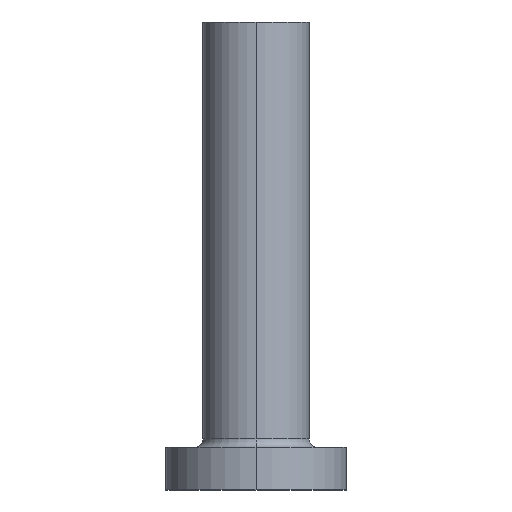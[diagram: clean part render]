
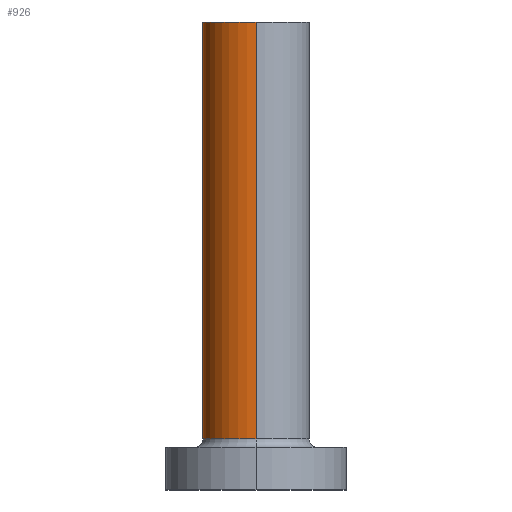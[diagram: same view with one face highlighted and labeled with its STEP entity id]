
A CAD part, left-side view. The second image highlights one B-rep face of the part: STEP entity #926.
In plain terms, the highlighted cylindrical face has radius 12.5 mm (diameter 25 mm), a partial arc.
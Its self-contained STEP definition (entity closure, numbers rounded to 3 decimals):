
#69 = AXIS2_PLACEMENT_3D ( 'NONE', #252, #374, #1791 ) ;
#97 = ORIENTED_EDGE ( 'NONE', *, *, #1548, .T. ) ;
#124 = CARTESIAN_POINT ( 'NONE',  ( 0., 0., 110. ) ) ;
#140 = DIRECTION ( 'NONE',  ( 0., 0., -1. ) ) ;
#146 = CARTESIAN_POINT ( 'NONE',  ( -12.5, 0., 110. ) ) ;
#177 = CARTESIAN_POINT ( 'NONE',  ( -12.5, 0., 110. ) ) ;
#178 = DIRECTION ( 'NONE',  ( 0., 0., -1. ) ) ;
#252 = CARTESIAN_POINT ( 'NONE',  ( 0., 0., 12. ) ) ;
#300 = CYLINDRICAL_SURFACE ( 'NONE', #1199, 12.5 ) ;
#321 = DIRECTION ( 'NONE',  ( -1., 0., 0. ) ) ;
#327 = LINE ( 'NONE', #911, #1782 ) ;
#374 = DIRECTION ( 'NONE',  ( 0., 0., 1. ) ) ;
#384 = VECTOR ( 'NONE', #1334, 1000. ) ;
#498 = DIRECTION ( 'NONE',  ( 0., 0., -1. ) ) ;
#548 = VERTEX_POINT ( 'NONE', #558 ) ;
#558 = CARTESIAN_POINT ( 'NONE',  ( 12.5, 0., 12. ) ) ;
#667 = CARTESIAN_POINT ( 'NONE',  ( -12.5, 0., 12. ) ) ;
#715 = VERTEX_POINT ( 'NONE', #1347 ) ;
#719 = AXIS2_PLACEMENT_3D ( 'NONE', #124, #140, #871 ) ;
#796 = EDGE_CURVE ( 'NONE', #843, #1798, #1473, .T. ) ;
#843 = VERTEX_POINT ( 'NONE', #146 ) ;
#871 = DIRECTION ( 'NONE',  ( -1., 0., 0. ) ) ;
#911 = CARTESIAN_POINT ( 'NONE',  ( 12.5, 0., 110. ) ) ;
#926 = ADVANCED_FACE ( 'NONE', ( #1030 ), #300, .T. ) ;
#988 = EDGE_LOOP ( 'NONE', ( #1340, #97, #1140, #1677 ) ) ;
#1030 = FACE_OUTER_BOUND ( 'NONE', #988, .T. ) ;
#1140 = ORIENTED_EDGE ( 'NONE', *, *, #1751, .T. ) ;
#1199 = AXIS2_PLACEMENT_3D ( 'NONE', #1778, #498, #321 ) ;
#1334 = DIRECTION ( 'NONE',  ( 0., 0., -1. ) ) ;
#1340 = ORIENTED_EDGE ( 'NONE', *, *, #1454, .T. ) ;
#1347 = CARTESIAN_POINT ( 'NONE',  ( 12.5, 0., 110. ) ) ;
#1400 = CIRCLE ( 'NONE', #69, 12.5 ) ;
#1454 = EDGE_CURVE ( 'NONE', #843, #715, #1490, .T. ) ;
#1473 = LINE ( 'NONE', #177, #384 ) ;
#1490 = CIRCLE ( 'NONE', #719, 12.5 ) ;
#1548 = EDGE_CURVE ( 'NONE', #715, #548, #327, .T. ) ;
#1677 = ORIENTED_EDGE ( 'NONE', *, *, #796, .F. ) ;
#1751 = EDGE_CURVE ( 'NONE', #548, #1798, #1400, .T. ) ;
#1778 = CARTESIAN_POINT ( 'NONE',  ( 0., 0., 110. ) ) ;
#1782 = VECTOR ( 'NONE', #178, 1000. ) ;
#1791 = DIRECTION ( 'NONE',  ( 1., 0., 0. ) ) ;
#1798 = VERTEX_POINT ( 'NONE', #667 ) ;
